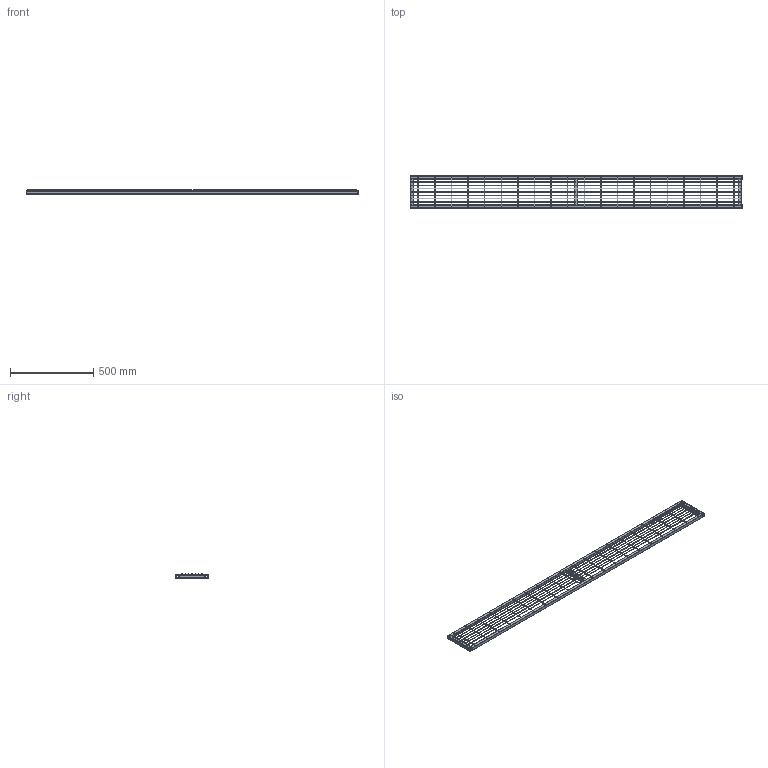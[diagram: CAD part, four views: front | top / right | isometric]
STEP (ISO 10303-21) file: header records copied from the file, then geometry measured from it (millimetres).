
FILE_DESCRIPTION (( 'STEP AP214' ), '1' );
FILE_NAME ('SRF_C_200_3_B.STEP', '2018-01-25T12:18:52', ( '' ), ( '' ), 'SwSTEP 2.0', 'SolidWorks 2018', '' );
FILE_SCHEMA (( 'AUTOMOTIVE_DESIGN' ));
Length unit declared in the file: millimetre
Products named in the file (1): SRF_C_200_3_B
Bounding box: 1999 x 195 x 26 mm (x, y, z)
Volume: 402044.7 mm3; surface area: 837065.2 mm2
Topology: 36 solids, 36 shells, 510 faces, 1254 edges, 836 vertices
Faces by surface type: cylinder 266, plane 244
Entity records: 21245 total; most frequent: DIRECTION 2808, CARTESIAN_POINT 2601, ORIENTED_EDGE 2508, EDGE_CURVE 1254, AXIS2_PLACEMENT_3D 1043, VERTEX_POINT 836, LINE 722, VECTOR 722
